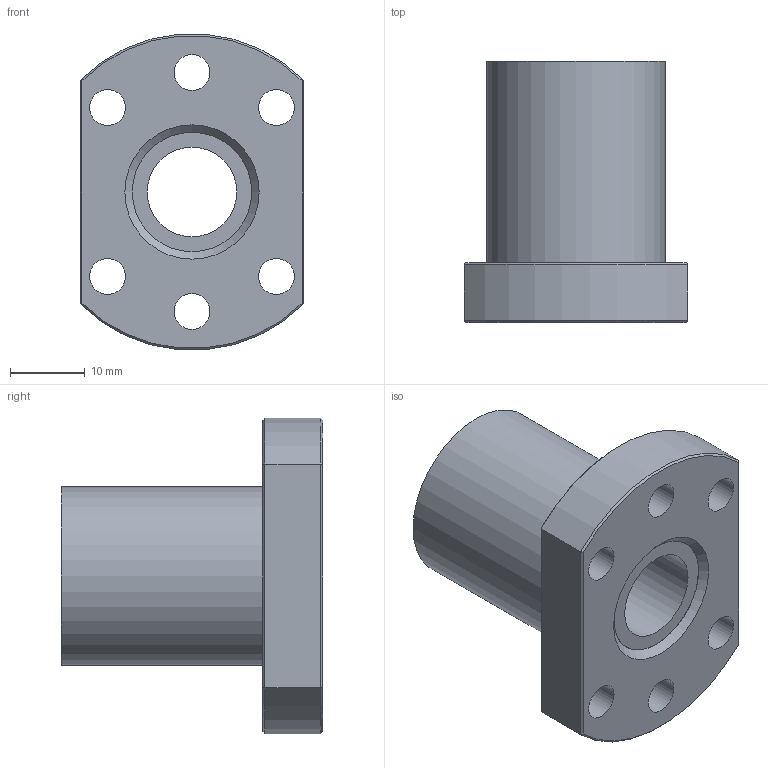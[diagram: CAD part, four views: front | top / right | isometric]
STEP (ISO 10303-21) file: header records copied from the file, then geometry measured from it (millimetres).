
FILE_DESCRIPTION(('FreeCAD Model'),'2;1');
FILE_NAME('ballnut.step', '2015-08-30T19:58:15',('Author'),(''), 'Open CASCADE STEP processor 6.8','FreeCAD','Unknown');
FILE_SCHEMA(('AUTOMOTIVE_DESIGN_CC2 { 1 2 10303 214 -1 1 5 4 }'));
Length unit declared in the file: millimetre
Products named in the file (1): ballnut
Bounding box: 30 x 35 x 42.27 mm (x, y, z)
Volume: 16423.8 mm3; surface area: 6911.7 mm2
Topology: 1 solids, 1 shells, 29 faces, 64 edges, 40 vertices
Faces by surface type: cylinder 12, plane 11, cone 6
Full cylindrical faces by diameter (mm): 4.8 x6, 12 x1, 16 x2, 24 x1
Entity records: 1946 total; most frequent: CARTESIAN_POINT 370, DIRECTION 268, ORIENTED_EDGE 128, PCURVE 128, DEFINITIONAL_REPRESENTATION 128, LINE 108, VECTOR 108, AXIS2_PLACEMENT_3D 70
